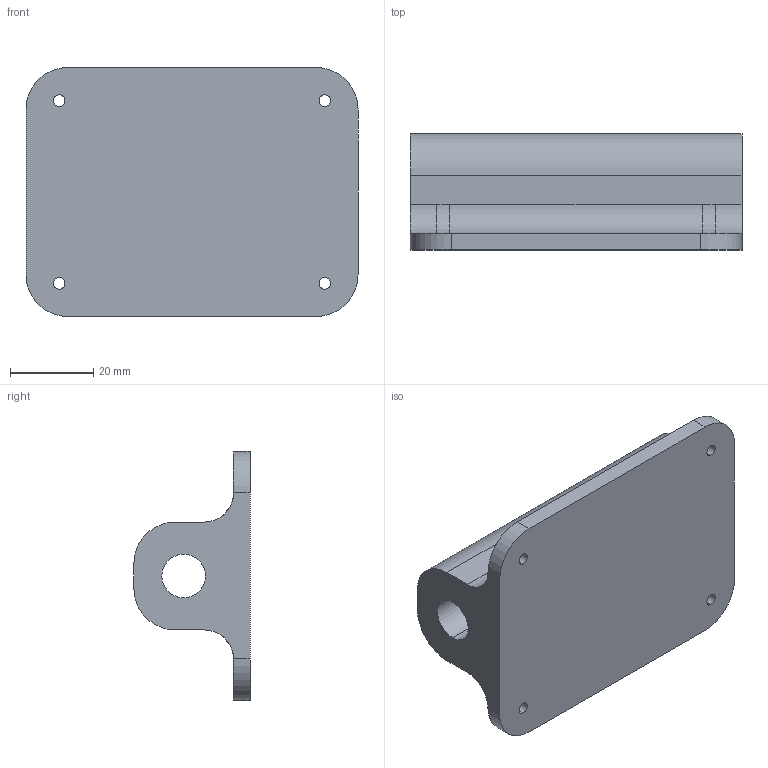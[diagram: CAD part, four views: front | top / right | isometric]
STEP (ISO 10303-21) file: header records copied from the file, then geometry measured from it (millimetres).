
FILE_DESCRIPTION (( 'STEP AP203' ), '1' );
FILE_NAME ('lock plate.STEP', '2021-07-29T19:18:29', ( '' ), ( '' ), 'SwSTEP 2.0', 'SolidWorks 2020', '' );
FILE_SCHEMA (( 'CONFIG_CONTROL_DESIGN' ));
Length unit declared in the file: millimetre
Products named in the file (1): lock plate
Bounding box: 80 x 28 x 60 mm (x, y, z)
Volume: 59398.1 mm3; surface area: 16838.6 mm2
Topology: 1 solids, 1 shells, 46 faces, 122 edges, 74 vertices
Faces by surface type: cylinder 22, cone 10, plane 10, bspline 4
Entity records: 1689 total; most frequent: CARTESIAN_POINT 427, DIRECTION 266, ORIENTED_EDGE 244, EDGE_CURVE 122, AXIS2_PLACEMENT_3D 105, VERTEX_POINT 74, CIRCLE 62, LINE 56
